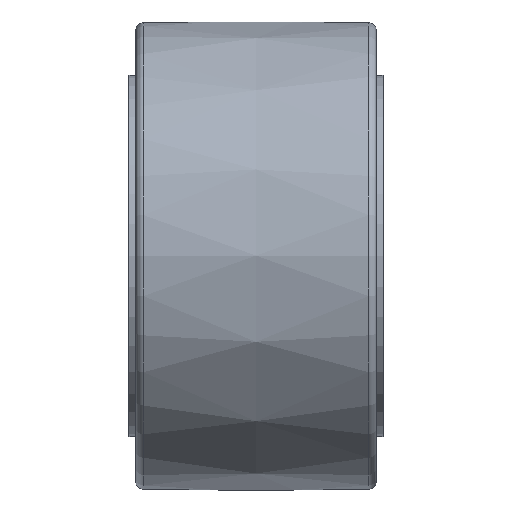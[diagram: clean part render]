
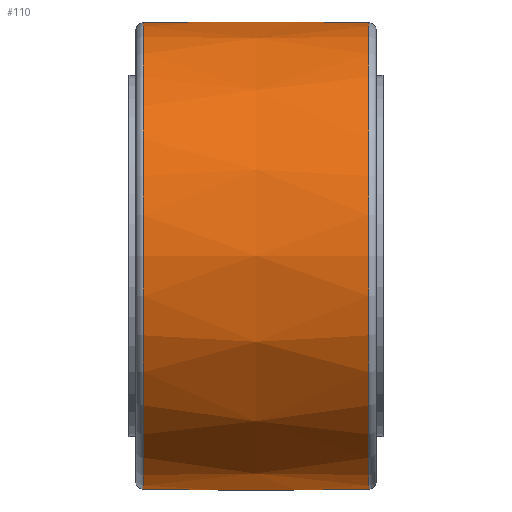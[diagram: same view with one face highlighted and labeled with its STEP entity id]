
A CAD part, top view. The second image highlights one B-rep face of the part: STEP entity #110.
In plain terms, the highlighted free-form (B-spline) face has degree [2, 2] with [3, 9] control points.
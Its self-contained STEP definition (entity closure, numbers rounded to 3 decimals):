
#1=CARTESIAN_POINT('POINT1',(1.09,-17.429,
   0.));
#2=VERTEX_POINT('VERTEX1',#1);
#12=CARTESIAN_POINT('POINT3',(1.09,
   17.429,0.));
#13=VERTEX_POINT('VERTEX3',#12);
#14=CARTESIAN_POINT('POS2',(1.09,0.,
   0.));
#15=DIRECTION('DIR3',(-1.,0.,
   0.));
#16=DIRECTION('DIR4',(0.,1.,
   0.));
#17=AXIS2_PLACEMENT_3D('AXIS2',#14,#15,#16);
#18=CIRCLE('ELLIPSE2',#17,17.429);
#19=EDGE_CURVE('EDGE2',#2,#13,#18,.T.);
#54=CARTESIAN_POINT('POINT5',(17.91,
   -17.429,0.));
#55=VERTEX_POINT('VERTEX5',#54);
#56=CARTESIAN_POINT('POS6',(9.5,482.5,
   0.));
#57=DIRECTION('DIR11',(0.,0.,
   -1.));
#58=DIRECTION('DIR12',(0.,-1.,
   0.));
#59=AXIS2_PLACEMENT_3D('AXIS6',#56,#57,#58);
#60=CIRCLE('ELLIPSE5',#59,500.);
#61=EDGE_CURVE('EDGE7',#55,#2,#60,.T.);
#62=ORIENTED_EDGE('COEDGE9',*,*,#61,.F.);
#63=CARTESIAN_POINT('POINT6',(17.91,
   17.429,0.));
#64=VERTEX_POINT('VERTEX6',#63);
#65=CARTESIAN_POINT('POS7',(17.91,0.,
   0.));
#66=DIRECTION('DIR13',(-1.,0.,
   0.));
#67=DIRECTION('DIR14',(0.,1.,
   0.));
#68=AXIS2_PLACEMENT_3D('AXIS7',#65,#66,#67);
#69=CIRCLE('ELLIPSE6',#68,17.429);
#70=EDGE_CURVE('EDGE8',#55,#64,#69,.T.);
#71=ORIENTED_EDGE('COEDGE10',*,*,#70,.T.);
#72=CARTESIAN_POINT('POS8',(9.5,-482.5
   ,0.));
#73=DIRECTION('DIR15',(0.,0.,
   -1.));
#74=DIRECTION('DIR16',(0.,1.,
   0.));
#75=AXIS2_PLACEMENT_3D('AXIS8',#72,#73,#74);
#76=CIRCLE('ELLIPSE7',#75,500.);
#77=EDGE_CURVE('EDGE9',#13,#64,#76,.T.);
#78=ORIENTED_EDGE('COEDGE11',*,*,#77,.F.);
#79=ORIENTED_EDGE('COEDGE12',*,*,#19,.F.);
#80=EDGE_LOOP('NONE',(#62,#71,#78,#79));
#81=FACE_BOUND('LOOP1',#80,.T.);
#82=(BOUNDED_SURFACE() B_SPLINE_SURFACE(2,2,((#83,#84,#85,#86,#87,#88,
   #89,#90,#91),(#92,#93,#94,#95,#96,#97,#98,#99,#100),(#101,#102,#103,
   #104,#105,#106,#107,#108,#109)),.UNSPECIFIED.,.F.,.T.,.U.) 
   B_SPLINE_SURFACE_WITH_KNOTS((3,3),(3,2,2,2,3),(2.876,
   3.407),(0.,1.571,
   3.142,4.712,6.283),
   .UNSPECIFIED.) GEOMETRIC_REPRESENTATION_ITEM() 
   RATIONAL_B_SPLINE_SURFACE(((1.,0.707,1.,
   0.707,1.,0.707,1.,
   0.707,1.),(0.965,
   0.682,0.965,0.682,
   0.965,0.682,0.965,
   0.682,0.965),(1.,
   0.707,1.,0.707,1.,
   0.707,1.,0.707,1.))) 
   REPRESENTATION_ITEM('SPLINE_SURF1') SURFACE());
#83=CARTESIAN_POINT('',(-121.625,0.,
   0.));
#84=CARTESIAN_POINT('',(-121.625,0.,
   0.));
#85=CARTESIAN_POINT('',(-121.625,0.,
   0.));
#86=CARTESIAN_POINT('',(-121.625,0.,
   0.));
#87=CARTESIAN_POINT('',(-121.625,0.,
   0.));
#88=CARTESIAN_POINT('',(-121.625,0.,
   0.));
#89=CARTESIAN_POINT('',(-121.625,0.,
   0.));
#90=CARTESIAN_POINT('',(-121.625,0.,
   0.));
#91=CARTESIAN_POINT('',(-121.625,0.,
   0.));
#92=CARTESIAN_POINT('',(9.5,-35.635,
   0.));
#93=CARTESIAN_POINT('',(9.5,-35.635,
   35.635));
#94=CARTESIAN_POINT('',(9.5,0.,
   35.635));
#95=CARTESIAN_POINT('',(9.5,35.635,
   35.635));
#96=CARTESIAN_POINT('',(9.5,35.635,
   0.));
#97=CARTESIAN_POINT('',(9.5,35.635,
   -35.635));
#98=CARTESIAN_POINT('',(9.5,0.,
   -35.635));
#99=CARTESIAN_POINT('',(9.5,-35.635,
   -35.635));
#100=CARTESIAN_POINT('',(9.5,-35.635,
   0.));
#101=CARTESIAN_POINT('',(140.625,0.,
   0.));
#102=CARTESIAN_POINT('',(140.625,0.,
   0.));
#103=CARTESIAN_POINT('',(140.625,0.,
   0.));
#104=CARTESIAN_POINT('',(140.625,0.,
   0.));
#105=CARTESIAN_POINT('',(140.625,0.,
   0.));
#106=CARTESIAN_POINT('',(140.625,0.,
   0.));
#107=CARTESIAN_POINT('',(140.625,0.,
   0.));
#108=CARTESIAN_POINT('',(140.625,0.,
   0.));
#109=CARTESIAN_POINT('',(140.625,0.,
   0.));
#110=ADVANCED_FACE('FACE3',(#81),#82,.T.);
